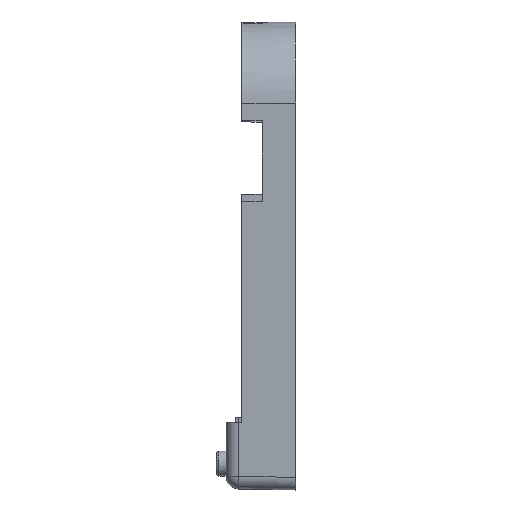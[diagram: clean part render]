
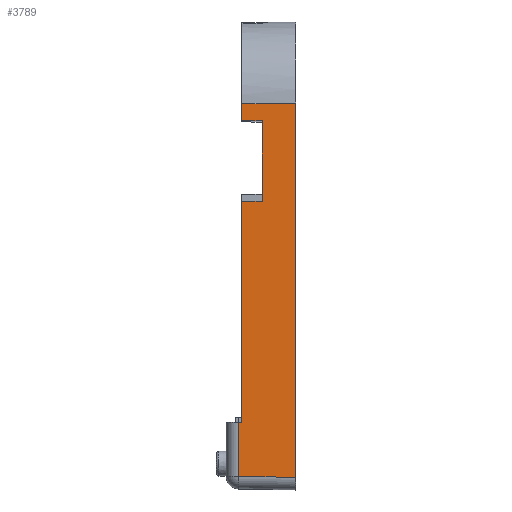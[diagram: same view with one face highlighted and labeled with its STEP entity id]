
A CAD part, left-side view. The second image highlights one B-rep face of the part: STEP entity #3789.
In plain terms, the highlighted planar face has unit normal (-1, 0.018, 0).
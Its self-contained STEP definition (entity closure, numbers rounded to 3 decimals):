
#372=FACE_OUTER_BOUND('',#589,.T.);
#589=EDGE_LOOP('',(#3407,#3408,#3409,#3410,#3411,#3412,#3413,#3414,#3415,
#3416));
#662=LINE('',#5239,#1101);
#801=LINE('',#5543,#1240);
#918=LINE('',#5979,#1357);
#920=LINE('',#5984,#1359);
#923=LINE('',#5988,#1362);
#927=LINE('',#5996,#1366);
#979=LINE('',#6218,#1418);
#982=LINE('',#6225,#1421);
#992=LINE('',#6246,#1431);
#1029=LINE('',#6343,#1468);
#1101=VECTOR('',#4211,10.);
#1240=VECTOR('',#4424,10.);
#1357=VECTOR('',#4725,10.);
#1359=VECTOR('',#4729,10.);
#1362=VECTOR('',#4734,10.);
#1366=VECTOR('',#4744,10.);
#1418=VECTOR('',#4934,10.);
#1421=VECTOR('',#4941,10.);
#1431=VECTOR('',#4965,10.);
#1468=VECTOR('',#5082,10.);
#1522=VERTEX_POINT('',#5236);
#1523=VERTEX_POINT('',#5238);
#1650=VERTEX_POINT('',#5540);
#1651=VERTEX_POINT('',#5542);
#1761=VERTEX_POINT('',#5978);
#1762=VERTEX_POINT('',#5982);
#1763=VERTEX_POINT('',#5983);
#1764=VERTEX_POINT('',#5995);
#1801=VERTEX_POINT('',#6214);
#1802=VERTEX_POINT('',#6221);
#1900=EDGE_CURVE('',#1523,#1522,#662,.T.);
#2054=EDGE_CURVE('',#1651,#1650,#801,.T.);
#2216=EDGE_CURVE('',#1761,#1523,#918,.T.);
#2218=EDGE_CURVE('',#1762,#1763,#920,.T.);
#2221=EDGE_CURVE('',#1763,#1761,#923,.T.);
#2225=EDGE_CURVE('',#1764,#1762,#927,.T.);
#2300=EDGE_CURVE('',#1651,#1801,#979,.T.);
#2304=EDGE_CURVE('',#1801,#1802,#982,.T.);
#2316=EDGE_CURVE('',#1522,#1802,#992,.T.);
#2365=EDGE_CURVE('',#1764,#1650,#1029,.T.);
#3407=ORIENTED_EDGE('',*,*,#2216,.T.);
#3408=ORIENTED_EDGE('',*,*,#1900,.T.);
#3409=ORIENTED_EDGE('',*,*,#2316,.T.);
#3410=ORIENTED_EDGE('',*,*,#2304,.F.);
#3411=ORIENTED_EDGE('',*,*,#2300,.F.);
#3412=ORIENTED_EDGE('',*,*,#2054,.T.);
#3413=ORIENTED_EDGE('',*,*,#2365,.F.);
#3414=ORIENTED_EDGE('',*,*,#2225,.T.);
#3415=ORIENTED_EDGE('',*,*,#2218,.T.);
#3416=ORIENTED_EDGE('',*,*,#2221,.T.);
#3594=PLANE('',#4088);
#3789=ADVANCED_FACE('',(#372),#3594,.T.);
#4088=AXIS2_PLACEMENT_3D('',#6344,#5083,#5084);
#4211=DIRECTION('',(0.,0.,-1.));
#4424=DIRECTION('',(0.,0.,1.));
#4725=DIRECTION('',(0.017,1.,-0.017));
#4729=DIRECTION('',(-0.017,-1.,-0.017));
#4734=DIRECTION('',(0.,0.,-1.));
#4744=DIRECTION('',(0.,0.,-1.));
#4934=DIRECTION('',(0.017,1.,0.017));
#4941=DIRECTION('',(0.,0.,1.));
#4965=DIRECTION('',(0.017,1.,-0.017));
#5082=DIRECTION('',(-0.017,-1.,0.017));
#5083=DIRECTION('center_axis',(-1.,0.017,0.));
#5084=DIRECTION('ref_axis',(0.,0.,1.));
#5236=CARTESIAN_POINT('',(-29.99,10.6,-32.815));
#5238=CARTESIAN_POINT('',(-29.99,10.6,10.75));
#5239=CARTESIAN_POINT('',(-29.99,10.6,23.316));
#5540=CARTESIAN_POINT('',(-30.175,0.,30.202));
#5542=CARTESIAN_POINT('',(-30.175,0.,-43.7));
#5543=CARTESIAN_POINT('',(-30.175,0.,-46.2));
#5978=CARTESIAN_POINT('',(-30.06,6.6,10.82));
#5979=CARTESIAN_POINT('',(-30.085,5.152,10.845));
#5982=CARTESIAN_POINT('',(-29.99,10.6,26.75));
#5983=CARTESIAN_POINT('',(-30.06,6.6,26.68));
#5984=CARTESIAN_POINT('',(-30.082,5.334,26.658));
#5988=CARTESIAN_POINT('',(-30.06,6.6,24.725));
#5995=CARTESIAN_POINT('',(-29.99,10.6,30.017));
#5996=CARTESIAN_POINT('',(-29.99,10.6,23.316));
#6214=CARTESIAN_POINT('',(-29.979,11.244,-43.504));
#6218=CARTESIAN_POINT('',(-30.164,0.627,-43.689));
#6221=CARTESIAN_POINT('',(-29.979,11.244,-32.827));
#6225=CARTESIAN_POINT('',(-29.979,11.244,15.35));
#6246=CARTESIAN_POINT('',(-30.087,5.069,-32.719));
#6343=CARTESIAN_POINT('',(-30.175,-0.009,30.203));
#6344=CARTESIAN_POINT('Origin',(-30.175,0.,30.7));
